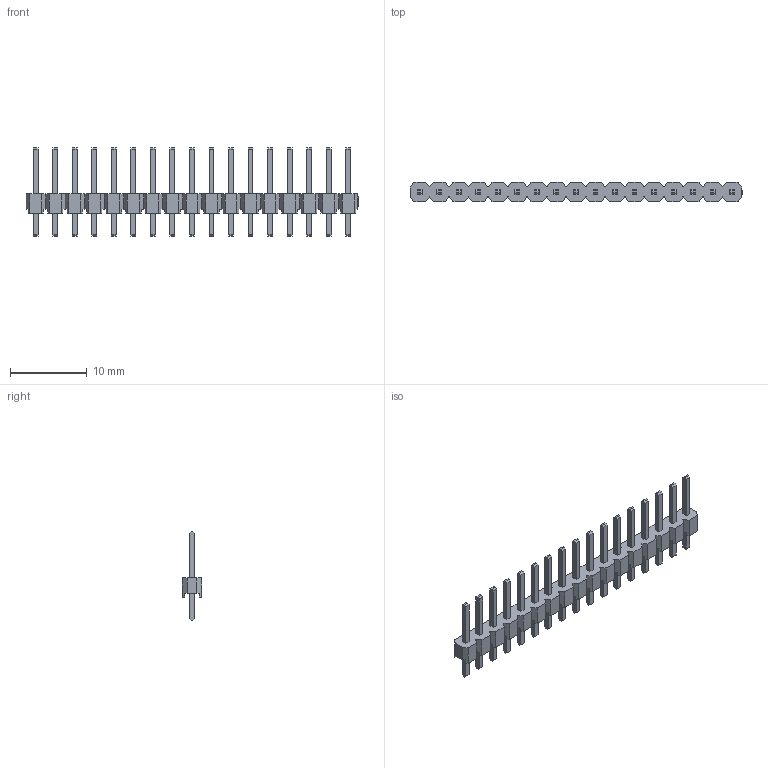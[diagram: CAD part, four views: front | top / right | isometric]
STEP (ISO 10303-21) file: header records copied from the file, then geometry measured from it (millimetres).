
FILE_DESCRIPTION (( 'STEP AP214' ), '1' );
FILE_NAME ('HDR-TH_17P-P2.54-M-LI-1X17P.step', '2022-07-02T11:42:07', ( '' ), ( '' ), 'SwSTEP 2.0', 'SolidWorks 2020', '' );
FILE_SCHEMA (( 'AUTOMOTIVE_DESIGN' ));
Length unit declared in the file: millimetre
Products named in the file (1): HDR-TH_17P-P2.54-M-LI-1X17P
Bounding box: 43.19 x 2.5 x 11.5 mm (x, y, z)
Volume: 267.7 mm3; surface area: 891.6 mm2
Topology: 1 solids, 1 shells, 732 faces, 2010 edges, 1340 vertices
Faces by surface type: plane 618, bspline 114
Entity records: 29043 total; most frequent: CARTESIAN_POINT 6445, ORIENTED_EDGE 4020, DIRECTION 3016, EDGE_CURVE 2010, VECTOR 1778, LINE 1778, VERTEX_POINT 1340, EDGE_LOOP 792
